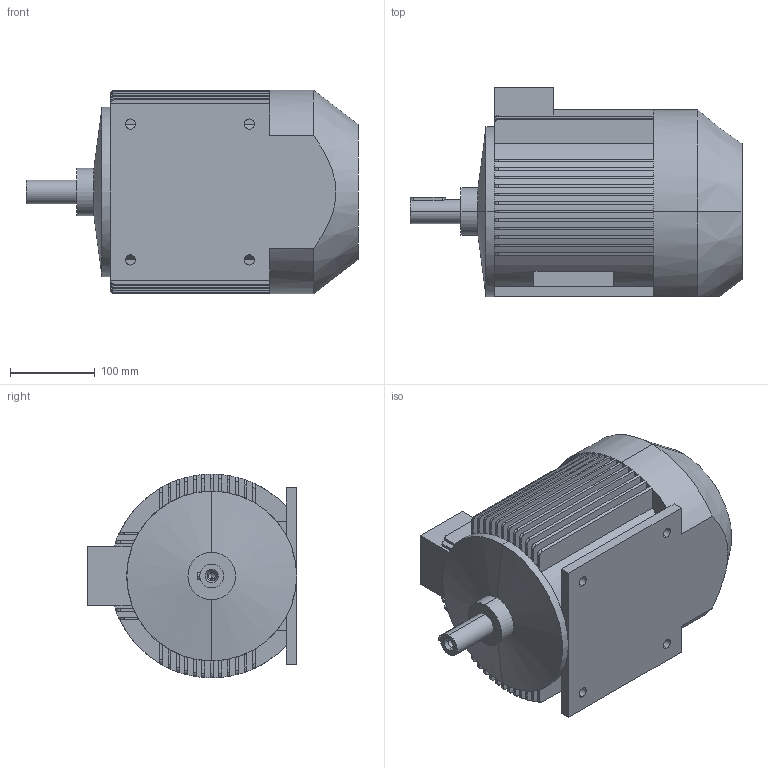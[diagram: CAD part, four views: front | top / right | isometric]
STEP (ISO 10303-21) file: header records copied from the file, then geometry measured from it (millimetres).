
FILE_DESCRIPTION (( 'STEP AP203' ), '1' );
FILE_NAME ('Ýëåêòðîäâèãàòåëü ÀÈÐ100L2,4,6,8.STEP', '2012-10-02T06:45:58', ( 'Áîðèñ' ), ( '' ), 'SwSTEP 2.0', 'SolidWorks 2010', '' );
FILE_SCHEMA (( 'CONFIG_CONTROL_DESIGN' ));
Length unit declared in the file: millimetre
Products named in the file (1): Ýëåêòðîäâèãàòåëü ÀÈÐ100L2,4,6,8
Bounding box: 391 x 246.5 x 240 mm (x, y, z)
Volume: 10938750.3 mm3; surface area: 664799.5 mm2
Topology: 1 solids, 1 shells, 307 faces, 809 edges, 504 vertices
Faces by surface type: plane 208, cylinder 63, torus 26, cone 10
Entity records: 10443 total; most frequent: CARTESIAN_POINT 2666, DIRECTION 1658, ORIENTED_EDGE 1614, EDGE_CURVE 807, AXIS2_PLACEMENT_3D 600, VERTEX_POINT 504, VECTOR 458, LINE 458
